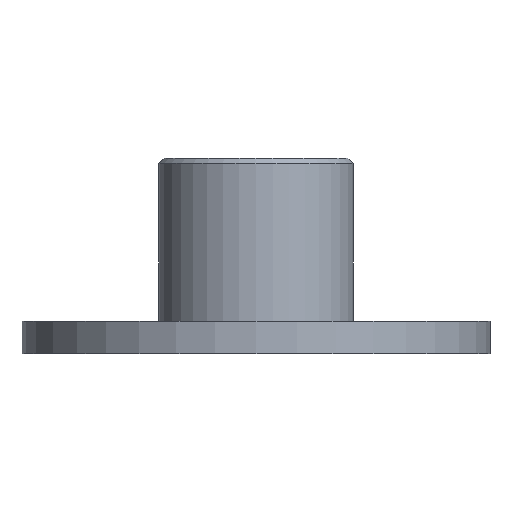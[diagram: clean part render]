
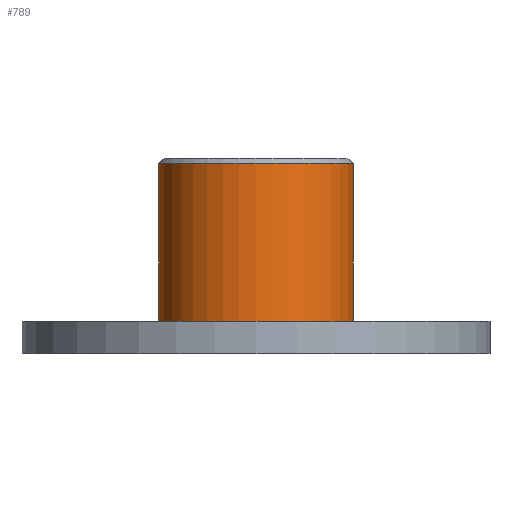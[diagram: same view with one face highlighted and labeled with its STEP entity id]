
A CAD part, front view. The second image highlights one B-rep face of the part: STEP entity #789.
In plain terms, the highlighted cylindrical face has radius 8.95 mm (diameter 17.9 mm), a full revolution.
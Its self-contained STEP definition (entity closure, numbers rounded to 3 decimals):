
#314 = PLANE('',#315);
#315 = AXIS2_PLACEMENT_3D('',#316,#317,#318);
#316 = CARTESIAN_POINT('',(0.,0.,3.));
#317 = DIRECTION('',(0.,0.,1.));
#318 = DIRECTION('',(-1.,0.,0.));
#694 = EDGE_CURVE('',#695,#695,#697,.T.);
#695 = VERTEX_POINT('',#696);
#696 = CARTESIAN_POINT('',(-8.95,0.,3.));
#697 = SURFACE_CURVE('',#698,(#703,#710),.PCURVE_S1.);
#698 = CIRCLE('',#699,8.95);
#699 = AXIS2_PLACEMENT_3D('',#700,#701,#702);
#700 = CARTESIAN_POINT('',(0.,0.,3.));
#701 = DIRECTION('',(0.,0.,1.));
#702 = DIRECTION('',(-1.,0.,0.));
#703 = PCURVE('',#314,#704);
#704 = DEFINITIONAL_REPRESENTATION('',(#705),#709);
#705 = CIRCLE('',#706,8.95);
#706 = AXIS2_PLACEMENT_2D('',#707,#708);
#707 = CARTESIAN_POINT('',(0.,0.));
#708 = DIRECTION('',(1.,0.));
#709 = ( GEOMETRIC_REPRESENTATION_CONTEXT(2) 
PARAMETRIC_REPRESENTATION_CONTEXT() REPRESENTATION_CONTEXT('2D SPACE',''
  ) );
#710 = PCURVE('',#711,#716);
#711 = CYLINDRICAL_SURFACE('',#712,8.95);
#712 = AXIS2_PLACEMENT_3D('',#713,#714,#715);
#713 = CARTESIAN_POINT('',(0.,0.,3.));
#714 = DIRECTION('',(0.,0.,1.));
#715 = DIRECTION('',(-1.,0.,0.));
#716 = DEFINITIONAL_REPRESENTATION('',(#717),#721);
#717 = LINE('',#718,#719);
#718 = CARTESIAN_POINT('',(0.,0.));
#719 = VECTOR('',#720,1.);
#720 = DIRECTION('',(1.,0.));
#721 = ( GEOMETRIC_REPRESENTATION_CONTEXT(2) 
PARAMETRIC_REPRESENTATION_CONTEXT() REPRESENTATION_CONTEXT('2D SPACE',''
  ) );
#789 = ADVANCED_FACE('',(#790),#711,.T.);
#790 = FACE_BOUND('',#791,.T.);
#791 = EDGE_LOOP('',(#792,#793,#816,#843));
#792 = ORIENTED_EDGE('',*,*,#694,.T.);
#793 = ORIENTED_EDGE('',*,*,#794,.T.);
#794 = EDGE_CURVE('',#695,#795,#797,.T.);
#795 = VERTEX_POINT('',#796);
#796 = CARTESIAN_POINT('',(-8.95,0.,17.5));
#797 = SEAM_CURVE('',#798,(#802,#809),.PCURVE_S1.);
#798 = LINE('',#799,#800);
#799 = CARTESIAN_POINT('',(-8.95,0.,3.));
#800 = VECTOR('',#801,1.);
#801 = DIRECTION('',(0.,0.,1.));
#802 = PCURVE('',#711,#803);
#803 = DEFINITIONAL_REPRESENTATION('',(#804),#808);
#804 = LINE('',#805,#806);
#805 = CARTESIAN_POINT('',(0.,0.));
#806 = VECTOR('',#807,1.);
#807 = DIRECTION('',(0.,1.));
#808 = ( GEOMETRIC_REPRESENTATION_CONTEXT(2) 
PARAMETRIC_REPRESENTATION_CONTEXT() REPRESENTATION_CONTEXT('2D SPACE',''
  ) );
#809 = PCURVE('',#711,#810);
#810 = DEFINITIONAL_REPRESENTATION('',(#811),#815);
#811 = LINE('',#812,#813);
#812 = CARTESIAN_POINT('',(6.283,0.));
#813 = VECTOR('',#814,1.);
#814 = DIRECTION('',(0.,1.));
#815 = ( GEOMETRIC_REPRESENTATION_CONTEXT(2) 
PARAMETRIC_REPRESENTATION_CONTEXT() REPRESENTATION_CONTEXT('2D SPACE',''
  ) );
#816 = ORIENTED_EDGE('',*,*,#817,.F.);
#817 = EDGE_CURVE('',#795,#795,#818,.T.);
#818 = SURFACE_CURVE('',#819,(#824,#831),.PCURVE_S1.);
#819 = CIRCLE('',#820,8.95);
#820 = AXIS2_PLACEMENT_3D('',#821,#822,#823);
#821 = CARTESIAN_POINT('',(0.,0.,17.5));
#822 = DIRECTION('',(0.,0.,1.));
#823 = DIRECTION('',(-1.,0.,0.));
#824 = PCURVE('',#711,#825);
#825 = DEFINITIONAL_REPRESENTATION('',(#826),#830);
#826 = LINE('',#827,#828);
#827 = CARTESIAN_POINT('',(0.,14.5));
#828 = VECTOR('',#829,1.);
#829 = DIRECTION('',(1.,0.));
#830 = ( GEOMETRIC_REPRESENTATION_CONTEXT(2) 
PARAMETRIC_REPRESENTATION_CONTEXT() REPRESENTATION_CONTEXT('2D SPACE',''
  ) );
#831 = PCURVE('',#832,#837);
#832 = CONICAL_SURFACE('',#833,8.95,0.785);
#833 = AXIS2_PLACEMENT_3D('',#834,#835,#836);
#834 = CARTESIAN_POINT('',(0.,0.,17.5));
#835 = DIRECTION('',(0.,0.,-1.));
#836 = DIRECTION('',(-1.,0.,0.));
#837 = DEFINITIONAL_REPRESENTATION('',(#838),#842);
#838 = LINE('',#839,#840);
#839 = CARTESIAN_POINT('',(0.,0.));
#840 = VECTOR('',#841,1.);
#841 = DIRECTION('',(-1.,0.));
#842 = ( GEOMETRIC_REPRESENTATION_CONTEXT(2) 
PARAMETRIC_REPRESENTATION_CONTEXT() REPRESENTATION_CONTEXT('2D SPACE',''
  ) );
#843 = ORIENTED_EDGE('',*,*,#794,.F.);
